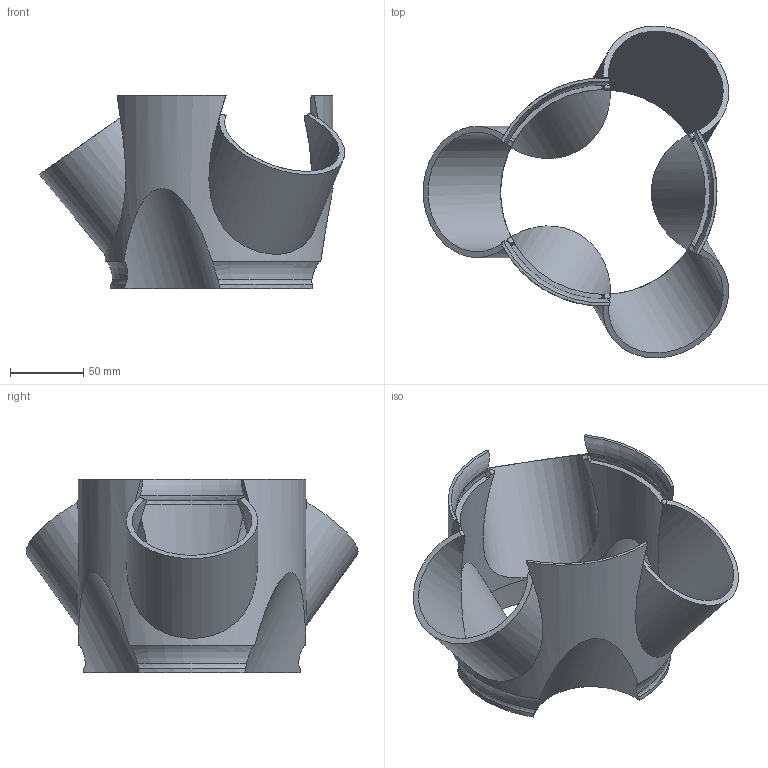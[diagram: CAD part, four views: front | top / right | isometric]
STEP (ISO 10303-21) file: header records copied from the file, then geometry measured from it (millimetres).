
FILE_DESCRIPTION(/* description */ (''),/* implementation_level */ '2;1');
FILE_NAME(/* name */ '80mm riser.step',/* time_stamp */ '2024-03-11T16:45:53-04:00',/* author */ (''),/* organization */ (''),/* preprocessor_version */ 'ST-DEVELOPER v20',/* originating_system */ 'Autodesk Translation Framework v12.20.1.177',/* authorisation */ '');
FILE_SCHEMA (('AUTOMOTIVE_DESIGN { 1 0 10303 214 3 1 1 }'));
Length unit declared in the file: millimetre
Products named in the file (1): (Unsaved)
Bounding box: 208.95 x 227.07 x 132.16 mm (x, y, z)
Volume: 334766.1 mm3; surface area: 142676.8 mm2
Topology: 1 solids, 1 shells, 77 faces, 220 edges, 143 vertices
Faces by surface type: cylinder 35, plane 21, torus 12, bspline 6, cone 3
Full cylindrical faces by diameter (mm): 140 x1, 156 x1
Entity records: 3584 total; most frequent: CARTESIAN_POINT 1599, ORIENTED_EDGE 440, DIRECTION 404, EDGE_CURVE 220, AXIS2_PLACEMENT_3D 198, VERTEX_POINT 143, B_SPLINE_CURVE_WITH_KNOTS 86, FACE_OUTER_BOUND 77
